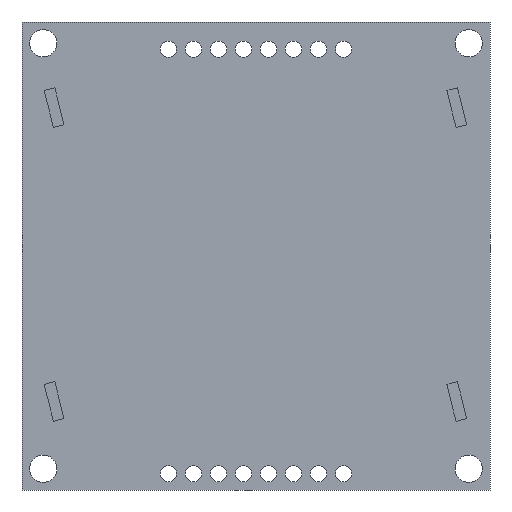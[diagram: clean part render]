
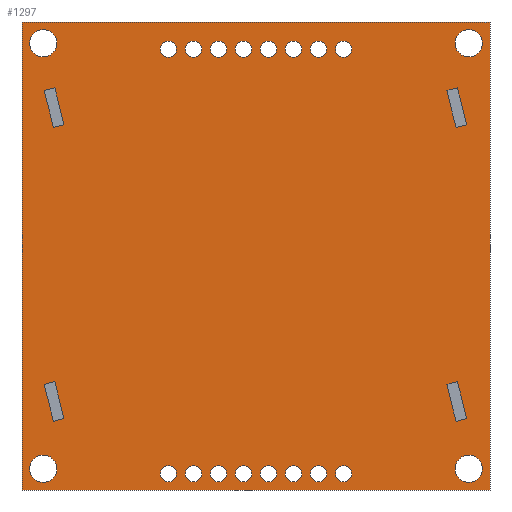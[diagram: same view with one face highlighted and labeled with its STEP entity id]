
A CAD part, front view. The second image highlights one B-rep face of the part: STEP entity #1297.
In plain terms, the highlighted planar face has unit normal (0, -1, 0).
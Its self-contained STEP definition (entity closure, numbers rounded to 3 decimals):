
#81=FACE_BOUND('',#308,.T.);
#82=FACE_BOUND('',#309,.T.);
#83=FACE_BOUND('',#310,.T.);
#84=FACE_BOUND('',#311,.T.);
#85=FACE_BOUND('',#312,.T.);
#86=FACE_BOUND('',#313,.T.);
#87=FACE_BOUND('',#314,.T.);
#88=FACE_BOUND('',#315,.T.);
#89=FACE_BOUND('',#316,.T.);
#90=FACE_BOUND('',#317,.T.);
#91=FACE_BOUND('',#318,.T.);
#92=FACE_BOUND('',#319,.T.);
#93=FACE_BOUND('',#320,.T.);
#94=FACE_BOUND('',#321,.T.);
#95=FACE_BOUND('',#322,.T.);
#96=FACE_BOUND('',#323,.T.);
#97=FACE_BOUND('',#324,.T.);
#98=FACE_BOUND('',#325,.T.);
#99=FACE_BOUND('',#326,.T.);
#100=FACE_BOUND('',#327,.T.);
#110=CIRCLE('',#1372,0.75);
#112=CIRCLE('',#1375,0.75);
#114=CIRCLE('',#1378,0.75);
#116=CIRCLE('',#1381,0.75);
#118=CIRCLE('',#1384,0.75);
#120=CIRCLE('',#1387,0.75);
#122=CIRCLE('',#1390,0.75);
#124=CIRCLE('',#1393,0.75);
#126=CIRCLE('',#1396,0.75);
#128=CIRCLE('',#1399,0.75);
#130=CIRCLE('',#1402,0.75);
#132=CIRCLE('',#1405,0.75);
#134=CIRCLE('',#1408,0.75);
#136=CIRCLE('',#1411,0.75);
#138=CIRCLE('',#1414,0.75);
#140=CIRCLE('',#1417,0.75);
#142=CIRCLE('',#1420,1.25);
#144=CIRCLE('',#1423,1.25);
#146=CIRCLE('',#1426,1.25);
#148=CIRCLE('',#1429,1.25);
#217=FACE_OUTER_BOUND('',#307,.T.);
#307=EDGE_LOOP('',(#1160,#1161,#1162,#1163));
#308=EDGE_LOOP('',(#1164));
#309=EDGE_LOOP('',(#1165));
#310=EDGE_LOOP('',(#1166));
#311=EDGE_LOOP('',(#1167));
#312=EDGE_LOOP('',(#1168));
#313=EDGE_LOOP('',(#1169));
#314=EDGE_LOOP('',(#1170));
#315=EDGE_LOOP('',(#1171));
#316=EDGE_LOOP('',(#1172));
#317=EDGE_LOOP('',(#1173));
#318=EDGE_LOOP('',(#1174));
#319=EDGE_LOOP('',(#1175));
#320=EDGE_LOOP('',(#1176));
#321=EDGE_LOOP('',(#1177));
#322=EDGE_LOOP('',(#1178));
#323=EDGE_LOOP('',(#1179));
#324=EDGE_LOOP('',(#1180));
#325=EDGE_LOOP('',(#1181));
#326=EDGE_LOOP('',(#1182));
#327=EDGE_LOOP('',(#1183));
#436=LINE('',#2131,#556);
#440=LINE('',#2139,#560);
#443=LINE('',#2145,#563);
#446=LINE('',#2150,#566);
#556=VECTOR('',#1776,10.);
#560=VECTOR('',#1782,10.);
#563=VECTOR('',#1787,10.);
#566=VECTOR('',#1792,10.);
#633=VERTEX_POINT('',#2011);
#635=VERTEX_POINT('',#2017);
#637=VERTEX_POINT('',#2023);
#639=VERTEX_POINT('',#2029);
#641=VERTEX_POINT('',#2035);
#643=VERTEX_POINT('',#2041);
#645=VERTEX_POINT('',#2047);
#647=VERTEX_POINT('',#2053);
#649=VERTEX_POINT('',#2059);
#651=VERTEX_POINT('',#2065);
#653=VERTEX_POINT('',#2071);
#655=VERTEX_POINT('',#2077);
#657=VERTEX_POINT('',#2083);
#659=VERTEX_POINT('',#2089);
#661=VERTEX_POINT('',#2095);
#663=VERTEX_POINT('',#2101);
#665=VERTEX_POINT('',#2107);
#667=VERTEX_POINT('',#2113);
#669=VERTEX_POINT('',#2119);
#671=VERTEX_POINT('',#2125);
#672=VERTEX_POINT('',#2129);
#673=VERTEX_POINT('',#2130);
#676=VERTEX_POINT('',#2138);
#678=VERTEX_POINT('',#2144);
#778=EDGE_CURVE('',#633,#633,#110,.T.);
#781=EDGE_CURVE('',#635,#635,#112,.T.);
#784=EDGE_CURVE('',#637,#637,#114,.T.);
#787=EDGE_CURVE('',#639,#639,#116,.T.);
#790=EDGE_CURVE('',#641,#641,#118,.T.);
#793=EDGE_CURVE('',#643,#643,#120,.T.);
#796=EDGE_CURVE('',#645,#645,#122,.T.);
#799=EDGE_CURVE('',#647,#647,#124,.T.);
#802=EDGE_CURVE('',#649,#649,#126,.T.);
#805=EDGE_CURVE('',#651,#651,#128,.T.);
#808=EDGE_CURVE('',#653,#653,#130,.T.);
#811=EDGE_CURVE('',#655,#655,#132,.T.);
#814=EDGE_CURVE('',#657,#657,#134,.T.);
#817=EDGE_CURVE('',#659,#659,#136,.T.);
#820=EDGE_CURVE('',#661,#661,#138,.T.);
#823=EDGE_CURVE('',#663,#663,#140,.T.);
#826=EDGE_CURVE('',#665,#665,#142,.T.);
#829=EDGE_CURVE('',#667,#667,#144,.T.);
#832=EDGE_CURVE('',#669,#669,#146,.T.);
#835=EDGE_CURVE('',#671,#671,#148,.T.);
#836=EDGE_CURVE('',#672,#673,#436,.T.);
#840=EDGE_CURVE('',#673,#676,#440,.T.);
#843=EDGE_CURVE('',#676,#678,#443,.T.);
#846=EDGE_CURVE('',#678,#672,#446,.T.);
#1160=ORIENTED_EDGE('',*,*,#846,.T.);
#1161=ORIENTED_EDGE('',*,*,#836,.T.);
#1162=ORIENTED_EDGE('',*,*,#840,.T.);
#1163=ORIENTED_EDGE('',*,*,#843,.T.);
#1164=ORIENTED_EDGE('',*,*,#778,.T.);
#1165=ORIENTED_EDGE('',*,*,#781,.T.);
#1166=ORIENTED_EDGE('',*,*,#784,.T.);
#1167=ORIENTED_EDGE('',*,*,#787,.T.);
#1168=ORIENTED_EDGE('',*,*,#790,.T.);
#1169=ORIENTED_EDGE('',*,*,#793,.T.);
#1170=ORIENTED_EDGE('',*,*,#796,.T.);
#1171=ORIENTED_EDGE('',*,*,#799,.T.);
#1172=ORIENTED_EDGE('',*,*,#802,.T.);
#1173=ORIENTED_EDGE('',*,*,#805,.T.);
#1174=ORIENTED_EDGE('',*,*,#808,.T.);
#1175=ORIENTED_EDGE('',*,*,#811,.T.);
#1176=ORIENTED_EDGE('',*,*,#814,.T.);
#1177=ORIENTED_EDGE('',*,*,#817,.T.);
#1178=ORIENTED_EDGE('',*,*,#820,.T.);
#1179=ORIENTED_EDGE('',*,*,#823,.T.);
#1180=ORIENTED_EDGE('',*,*,#826,.T.);
#1181=ORIENTED_EDGE('',*,*,#829,.T.);
#1182=ORIENTED_EDGE('',*,*,#832,.T.);
#1183=ORIENTED_EDGE('',*,*,#835,.T.);
#1228=PLANE('',#1435);
#1297=ADVANCED_FACE('',(#217,#81,#82,#83,#84,#85,#86,#87,#88,#89,#90,#91,
#92,#93,#94,#95,#96,#97,#98,#99,#100),#1228,.F.);
#1372=AXIS2_PLACEMENT_3D('',#2013,#1639,#1640);
#1375=AXIS2_PLACEMENT_3D('',#2019,#1646,#1647);
#1378=AXIS2_PLACEMENT_3D('',#2025,#1653,#1654);
#1381=AXIS2_PLACEMENT_3D('',#2031,#1660,#1661);
#1384=AXIS2_PLACEMENT_3D('',#2037,#1667,#1668);
#1387=AXIS2_PLACEMENT_3D('',#2043,#1674,#1675);
#1390=AXIS2_PLACEMENT_3D('',#2049,#1681,#1682);
#1393=AXIS2_PLACEMENT_3D('',#2055,#1688,#1689);
#1396=AXIS2_PLACEMENT_3D('',#2061,#1695,#1696);
#1399=AXIS2_PLACEMENT_3D('',#2067,#1702,#1703);
#1402=AXIS2_PLACEMENT_3D('',#2073,#1709,#1710);
#1405=AXIS2_PLACEMENT_3D('',#2079,#1716,#1717);
#1408=AXIS2_PLACEMENT_3D('',#2085,#1723,#1724);
#1411=AXIS2_PLACEMENT_3D('',#2091,#1730,#1731);
#1414=AXIS2_PLACEMENT_3D('',#2097,#1737,#1738);
#1417=AXIS2_PLACEMENT_3D('',#2103,#1744,#1745);
#1420=AXIS2_PLACEMENT_3D('',#2109,#1751,#1752);
#1423=AXIS2_PLACEMENT_3D('',#2115,#1758,#1759);
#1426=AXIS2_PLACEMENT_3D('',#2121,#1765,#1766);
#1429=AXIS2_PLACEMENT_3D('',#2127,#1772,#1773);
#1435=AXIS2_PLACEMENT_3D('',#2153,#1796,#1797);
#1639=DIRECTION('center_axis',(0.,1.,0.));
#1640=DIRECTION('ref_axis',(-1.,0.,0.));
#1646=DIRECTION('center_axis',(0.,1.,0.));
#1647=DIRECTION('ref_axis',(-1.,0.,0.));
#1653=DIRECTION('center_axis',(0.,1.,0.));
#1654=DIRECTION('ref_axis',(-1.,0.,0.));
#1660=DIRECTION('center_axis',(0.,1.,0.));
#1661=DIRECTION('ref_axis',(-1.,0.,0.));
#1667=DIRECTION('center_axis',(0.,1.,0.));
#1668=DIRECTION('ref_axis',(-1.,0.,0.));
#1674=DIRECTION('center_axis',(0.,1.,0.));
#1675=DIRECTION('ref_axis',(-1.,0.,0.));
#1681=DIRECTION('center_axis',(0.,1.,0.));
#1682=DIRECTION('ref_axis',(-1.,0.,0.));
#1688=DIRECTION('center_axis',(0.,1.,0.));
#1689=DIRECTION('ref_axis',(-1.,0.,0.));
#1695=DIRECTION('center_axis',(0.,1.,0.));
#1696=DIRECTION('ref_axis',(-1.,0.,0.));
#1702=DIRECTION('center_axis',(0.,1.,0.));
#1703=DIRECTION('ref_axis',(-1.,0.,0.));
#1709=DIRECTION('center_axis',(0.,1.,0.));
#1710=DIRECTION('ref_axis',(-1.,0.,0.));
#1716=DIRECTION('center_axis',(0.,1.,0.));
#1717=DIRECTION('ref_axis',(-1.,0.,0.));
#1723=DIRECTION('center_axis',(0.,1.,0.));
#1724=DIRECTION('ref_axis',(-1.,0.,0.));
#1730=DIRECTION('center_axis',(0.,1.,0.));
#1731=DIRECTION('ref_axis',(-1.,0.,0.));
#1737=DIRECTION('center_axis',(0.,1.,0.));
#1738=DIRECTION('ref_axis',(-1.,0.,0.));
#1744=DIRECTION('center_axis',(0.,1.,0.));
#1745=DIRECTION('ref_axis',(-1.,0.,0.));
#1751=DIRECTION('center_axis',(0.,1.,0.));
#1752=DIRECTION('ref_axis',(-1.,0.,0.));
#1758=DIRECTION('center_axis',(0.,1.,0.));
#1759=DIRECTION('ref_axis',(-1.,0.,0.));
#1765=DIRECTION('center_axis',(0.,1.,0.));
#1766=DIRECTION('ref_axis',(-1.,0.,0.));
#1772=DIRECTION('center_axis',(0.,1.,0.));
#1773=DIRECTION('ref_axis',(-1.,0.,0.));
#1776=DIRECTION('',(0.,0.,-1.));
#1782=DIRECTION('',(1.,0.,0.));
#1787=DIRECTION('',(0.,0.,1.));
#1792=DIRECTION('',(-1.,0.,0.));
#1796=DIRECTION('center_axis',(0.,1.,0.));
#1797=DIRECTION('ref_axis',(1.,0.,0.));
#2011=CARTESIAN_POINT('',(14.2,0.,40.5));
#2013=CARTESIAN_POINT('Origin',(13.45,0.,40.5));
#2017=CARTESIAN_POINT('',(23.4,0.,40.5));
#2019=CARTESIAN_POINT('Origin',(22.65,0.,40.5));
#2023=CARTESIAN_POINT('',(16.5,0.,1.5));
#2025=CARTESIAN_POINT('Origin',(15.75,0.,1.5));
#2029=CARTESIAN_POINT('',(28.,0.,1.5));
#2031=CARTESIAN_POINT('Origin',(27.25,0.,1.5));
#2035=CARTESIAN_POINT('',(30.3,0.,1.5));
#2037=CARTESIAN_POINT('Origin',(29.55,0.,1.5));
#2041=CARTESIAN_POINT('',(18.8,0.,1.5));
#2043=CARTESIAN_POINT('Origin',(18.05,0.,1.5));
#2047=CARTESIAN_POINT('',(16.5,0.,40.5));
#2049=CARTESIAN_POINT('Origin',(15.75,0.,40.5));
#2053=CARTESIAN_POINT('',(21.1,0.,40.5));
#2055=CARTESIAN_POINT('Origin',(20.35,0.,40.5));
#2059=CARTESIAN_POINT('',(30.3,0.,40.5));
#2061=CARTESIAN_POINT('Origin',(29.55,0.,40.5));
#2065=CARTESIAN_POINT('',(25.7,0.,40.5));
#2067=CARTESIAN_POINT('Origin',(24.95,0.,40.5));
#2071=CARTESIAN_POINT('',(23.4,0.,1.5));
#2073=CARTESIAN_POINT('Origin',(22.65,0.,1.5));
#2077=CARTESIAN_POINT('',(25.7,0.,1.5));
#2079=CARTESIAN_POINT('Origin',(24.95,0.,1.5));
#2083=CARTESIAN_POINT('',(14.2,0.,1.5));
#2085=CARTESIAN_POINT('Origin',(13.45,0.,1.5));
#2089=CARTESIAN_POINT('',(21.1,0.,1.5));
#2091=CARTESIAN_POINT('Origin',(20.35,0.,1.5));
#2095=CARTESIAN_POINT('',(28.,0.,40.5));
#2097=CARTESIAN_POINT('Origin',(27.25,0.,40.5));
#2101=CARTESIAN_POINT('',(18.8,0.,40.5));
#2103=CARTESIAN_POINT('Origin',(18.05,0.,40.5));
#2107=CARTESIAN_POINT('',(42.3,0.,1.95));
#2109=CARTESIAN_POINT('Origin',(41.05,0.,1.95));
#2113=CARTESIAN_POINT('',(42.3,0.,41.05));
#2115=CARTESIAN_POINT('Origin',(41.05,0.,41.05));
#2119=CARTESIAN_POINT('',(3.2,0.,1.95));
#2121=CARTESIAN_POINT('Origin',(1.95,0.,1.95));
#2125=CARTESIAN_POINT('',(3.2,0.,41.05));
#2127=CARTESIAN_POINT('Origin',(1.95,0.,41.05));
#2129=CARTESIAN_POINT('',(0.,0.,43.));
#2130=CARTESIAN_POINT('',(0.,0.,0.));
#2131=CARTESIAN_POINT('',(0.,0.,43.));
#2138=CARTESIAN_POINT('',(43.,0.,0.));
#2139=CARTESIAN_POINT('',(0.,0.,0.));
#2144=CARTESIAN_POINT('',(43.,0.,43.));
#2145=CARTESIAN_POINT('',(43.,0.,0.));
#2150=CARTESIAN_POINT('',(43.,0.,43.));
#2153=CARTESIAN_POINT('Origin',(21.5,0.,21.5));
